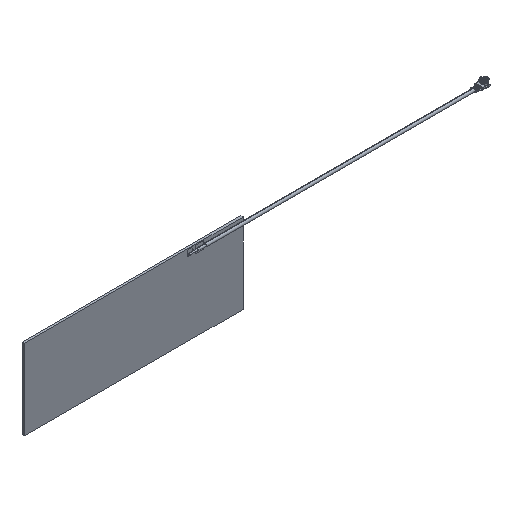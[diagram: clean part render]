
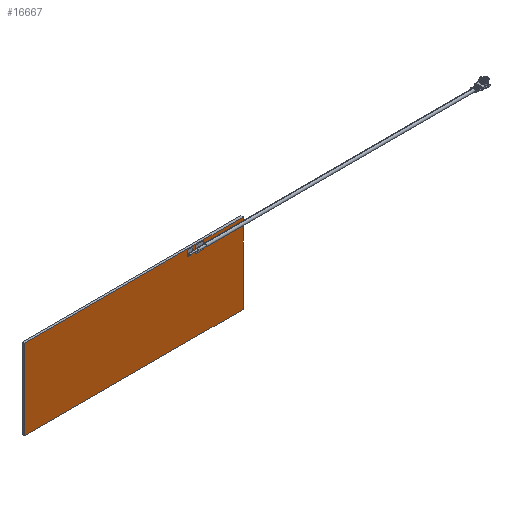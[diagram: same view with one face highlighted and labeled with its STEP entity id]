
A CAD part, isometric view. The second image highlights one B-rep face of the part: STEP entity #16667.
In plain terms, the highlighted planar face has unit normal (0, -1, 0).
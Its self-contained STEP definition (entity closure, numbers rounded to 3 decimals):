
#319 = DIRECTION ( 'NONE',  ( 0., 1., 0. ) ) ;
#337 = CARTESIAN_POINT ( 'NONE',  ( 40.225, 0., 14.725 ) ) ;
#443 = CARTESIAN_POINT ( 'NONE',  ( 21.725, 0., 12.225 ) ) ;
#508 = EDGE_CURVE ( 'NONE', #12545, #13208, #9000, .T. ) ;
#599 = VERTEX_POINT ( 'NONE', #5237 ) ;
#897 = VERTEX_POINT ( 'NONE', #17390 ) ;
#922 = LINE ( 'NONE', #10039, #14131 ) ;
#1127 = VERTEX_POINT ( 'NONE', #5258 ) ;
#1210 = DIRECTION ( 'NONE',  ( 0., 0., 1. ) ) ;
#1466 = CARTESIAN_POINT ( 'NONE',  ( 22.725, 0., 11.725 ) ) ;
#1549 = VERTEX_POINT ( 'NONE', #15608 ) ;
#1577 = AXIS2_PLACEMENT_3D ( 'NONE', #21481, #319, #15129 ) ;
#1766 = LINE ( 'NONE', #2677, #10042 ) ;
#2410 = FACE_OUTER_BOUND ( 'NONE', #8826, .T. ) ;
#2677 = CARTESIAN_POINT ( 'NONE',  ( 25.725, 0., 14.425 ) ) ;
#3113 = VERTEX_POINT ( 'NONE', #5506 ) ;
#3175 = CARTESIAN_POINT ( 'NONE',  ( -40.225, 0., 14.725 ) ) ;
#3247 = EDGE_CURVE ( 'NONE', #3113, #8992, #19556, .T. ) ;
#3381 = LINE ( 'NONE', #8385, #20430 ) ;
#3420 = VECTOR ( 'NONE', #1210, 1000. ) ;
#3743 = EDGE_CURVE ( 'NONE', #897, #12545, #21046, .T. ) ;
#3992 = ORIENTED_EDGE ( 'NONE', *, *, #18728, .F. ) ;
#4271 = ORIENTED_EDGE ( 'NONE', *, *, #7468, .F. ) ;
#4599 = DIRECTION ( 'NONE',  ( -1., 0., 0. ) ) ;
#5063 = LINE ( 'NONE', #1466, #13291 ) ;
#5152 = VERTEX_POINT ( 'NONE', #11864 ) ;
#5237 = CARTESIAN_POINT ( 'NONE',  ( 22.725, 0., 14.425 ) ) ;
#5258 = CARTESIAN_POINT ( 'NONE',  ( 22.725, 0., 11.725 ) ) ;
#5376 = ORIENTED_EDGE ( 'NONE', *, *, #14222, .F. ) ;
#5417 = EDGE_CURVE ( 'NONE', #9854, #897, #10979, .T. ) ;
#5506 = CARTESIAN_POINT ( 'NONE',  ( -40.225, 0., -14.725 ) ) ;
#5615 = CARTESIAN_POINT ( 'NONE',  ( 21.725, 0., 14.425 ) ) ;
#5824 = DIRECTION ( 'NONE',  ( 1., 0., 0. ) ) ;
#5965 = EDGE_CURVE ( 'NONE', #599, #1127, #5063, .T. ) ;
#6256 = CARTESIAN_POINT ( 'NONE',  ( 25.725, 0., 11.725 ) ) ;
#6491 = ORIENTED_EDGE ( 'NONE', *, *, #3247, .F. ) ;
#6567 = DIRECTION ( 'NONE',  ( 0., 0., 1. ) ) ;
#6611 = VECTOR ( 'NONE', #6905, 1000. ) ;
#6905 = DIRECTION ( 'NONE',  ( 1., 0., 0. ) ) ;
#6990 = ORIENTED_EDGE ( 'NONE', *, *, #5417, .F. ) ;
#7468 = EDGE_CURVE ( 'NONE', #5152, #3113, #15836, .T. ) ;
#7520 = EDGE_CURVE ( 'NONE', #1549, #12266, #19688, .T. ) ;
#7667 = EDGE_CURVE ( 'NONE', #10075, #5152, #12164, .T. ) ;
#7765 = VECTOR ( 'NONE', #15148, 1000. ) ;
#8194 = CARTESIAN_POINT ( 'NONE',  ( 25.725, 0., 14.425 ) ) ;
#8385 = CARTESIAN_POINT ( 'NONE',  ( 25.725, 0., 11.725 ) ) ;
#8423 = LINE ( 'NONE', #9114, #9752 ) ;
#8435 = DIRECTION ( 'NONE',  ( 0., 0., -1. ) ) ;
#8681 = EDGE_CURVE ( 'NONE', #12266, #599, #1766, .T. ) ;
#8826 = EDGE_LOOP ( 'NONE', ( #6491, #4271, #21497, #3992 ) ) ;
#8992 = VERTEX_POINT ( 'NONE', #10325 ) ;
#9000 = LINE ( 'NONE', #16240, #20624 ) ;
#9114 = CARTESIAN_POINT ( 'NONE',  ( 40.225, 0., 14.725 ) ) ;
#9752 = VECTOR ( 'NONE', #5824, 1000. ) ;
#9813 = DIRECTION ( 'NONE',  ( 0., 0., -1. ) ) ;
#9834 = PLANE ( 'NONE',  #1577 ) ;
#9854 = VERTEX_POINT ( 'NONE', #11394 ) ;
#9893 = CARTESIAN_POINT ( 'NONE',  ( 21.725, 0., 12.225 ) ) ;
#10039 = CARTESIAN_POINT ( 'NONE',  ( 19.725, 0., 12.225 ) ) ;
#10042 = VECTOR ( 'NONE', #20577, 1000. ) ;
#10075 = VERTEX_POINT ( 'NONE', #20845 ) ;
#10325 = CARTESIAN_POINT ( 'NONE',  ( -40.225, 0., 14.725 ) ) ;
#10694 = ORIENTED_EDGE ( 'NONE', *, *, #8681, .F. ) ;
#10979 = LINE ( 'NONE', #443, #6611 ) ;
#11394 = CARTESIAN_POINT ( 'NONE',  ( 19.725, 0., 12.225 ) ) ;
#11864 = CARTESIAN_POINT ( 'NONE',  ( 40.225, 0., -14.725 ) ) ;
#12164 = LINE ( 'NONE', #337, #7765 ) ;
#12228 = EDGE_LOOP ( 'NONE', ( #14908, #15741, #17018, #6990 ) ) ;
#12266 = VERTEX_POINT ( 'NONE', #8194 ) ;
#12545 = VERTEX_POINT ( 'NONE', #5615 ) ;
#12562 = ORIENTED_EDGE ( 'NONE', *, *, #5965, .F. ) ;
#12962 = DIRECTION ( 'NONE',  ( 0., 0., 1. ) ) ;
#13208 = VERTEX_POINT ( 'NONE', #19489 ) ;
#13291 = VECTOR ( 'NONE', #9813, 1000. ) ;
#14131 = VECTOR ( 'NONE', #8435, 1000. ) ;
#14222 = EDGE_CURVE ( 'NONE', #1127, #1549, #3381, .T. ) ;
#14519 = FACE_BOUND ( 'NONE', #14960, .T. ) ;
#14908 = ORIENTED_EDGE ( 'NONE', *, *, #19848, .F. ) ;
#14960 = EDGE_LOOP ( 'NONE', ( #16419, #5376, #12562, #10694 ) ) ;
#15129 = DIRECTION ( 'NONE',  ( 1., 0., 0. ) ) ;
#15148 = DIRECTION ( 'NONE',  ( 0., 0., -1. ) ) ;
#15573 = VECTOR ( 'NONE', #6567, 1000. ) ;
#15608 = CARTESIAN_POINT ( 'NONE',  ( 25.725, 0., 11.725 ) ) ;
#15741 = ORIENTED_EDGE ( 'NONE', *, *, #508, .F. ) ;
#15836 = LINE ( 'NONE', #15841, #20226 ) ;
#15841 = CARTESIAN_POINT ( 'NONE',  ( 40.225, 0., -14.725 ) ) ;
#16240 = CARTESIAN_POINT ( 'NONE',  ( 21.725, 0., 14.425 ) ) ;
#16419 = ORIENTED_EDGE ( 'NONE', *, *, #7520, .F. ) ;
#16619 = FACE_BOUND ( 'NONE', #12228, .T. ) ;
#16667 = ADVANCED_FACE ( 'NONE', ( #2410, #14519, #16619 ), #9834, .F. ) ;
#17018 = ORIENTED_EDGE ( 'NONE', *, *, #3743, .F. ) ;
#17390 = CARTESIAN_POINT ( 'NONE',  ( 21.725, 0., 12.225 ) ) ;
#18728 = EDGE_CURVE ( 'NONE', #8992, #10075, #8423, .T. ) ;
#19489 = CARTESIAN_POINT ( 'NONE',  ( 19.725, 0., 14.425 ) ) ;
#19556 = LINE ( 'NONE', #3175, #21409 ) ;
#19688 = LINE ( 'NONE', #6256, #3420 ) ;
#19848 = EDGE_CURVE ( 'NONE', #13208, #9854, #922, .T. ) ;
#19881 = DIRECTION ( 'NONE',  ( 1., 0., 0. ) ) ;
#20226 = VECTOR ( 'NONE', #4599, 1000. ) ;
#20430 = VECTOR ( 'NONE', #19881, 1000. ) ;
#20577 = DIRECTION ( 'NONE',  ( -1., 0., 0. ) ) ;
#20624 = VECTOR ( 'NONE', #21338, 1000. ) ;
#20845 = CARTESIAN_POINT ( 'NONE',  ( 40.225, 0., 14.725 ) ) ;
#21046 = LINE ( 'NONE', #9893, #15573 ) ;
#21338 = DIRECTION ( 'NONE',  ( -1., 0., 0. ) ) ;
#21409 = VECTOR ( 'NONE', #12962, 1000. ) ;
#21481 = CARTESIAN_POINT ( 'NONE',  ( 0., 0., 0. ) ) ;
#21497 = ORIENTED_EDGE ( 'NONE', *, *, #7667, .F. ) ;
